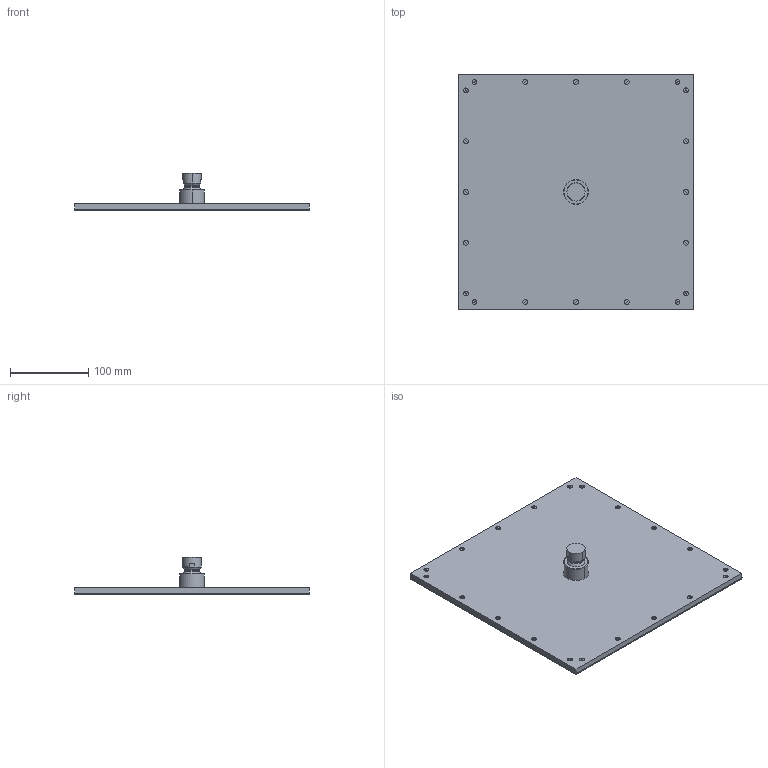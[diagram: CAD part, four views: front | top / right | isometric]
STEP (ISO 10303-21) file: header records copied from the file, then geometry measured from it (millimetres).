
FILE_DESCRIPTION((''),'2;1');
FILE_NAME('4071535CR','2021-01-20T14:34:41',('ut3'),('PAFFONI SpA'),'CREO PARAMETRIC BY PTC INC, 2020044','CREO PARAMETRIC BY PTC INC, 2020044','');
FILE_SCHEMA(('CONFIG_CONTROL_DESIGN','SHAPE_APPEARANCE_LAYERS_GROUPS'));
Length unit declared in the file: millimetre
Products named in the file (1): 4071535CR
Bounding box: 300.44 x 300.44 x 48.3 mm (x, y, z)
Volume: 793065.9 mm3; surface area: 201389.8 mm2
Topology: 2 solids, 2 shells, 1393 faces, 2861 edges, 1682 vertices
Faces by surface type: torus 679, cylinder 390, plane 274, cone 46, sphere 4
Entity records: 46882 total; most frequent: DIRECTION 7786, CARTESIAN_POINT 6224, ORIENTED_EDGE 5722, AXIS2_PLACEMENT_3D 3616, EDGE_CURVE 2861, CIRCLE 2223, VERTEX_POINT 1682, EDGE_LOOP 1603
